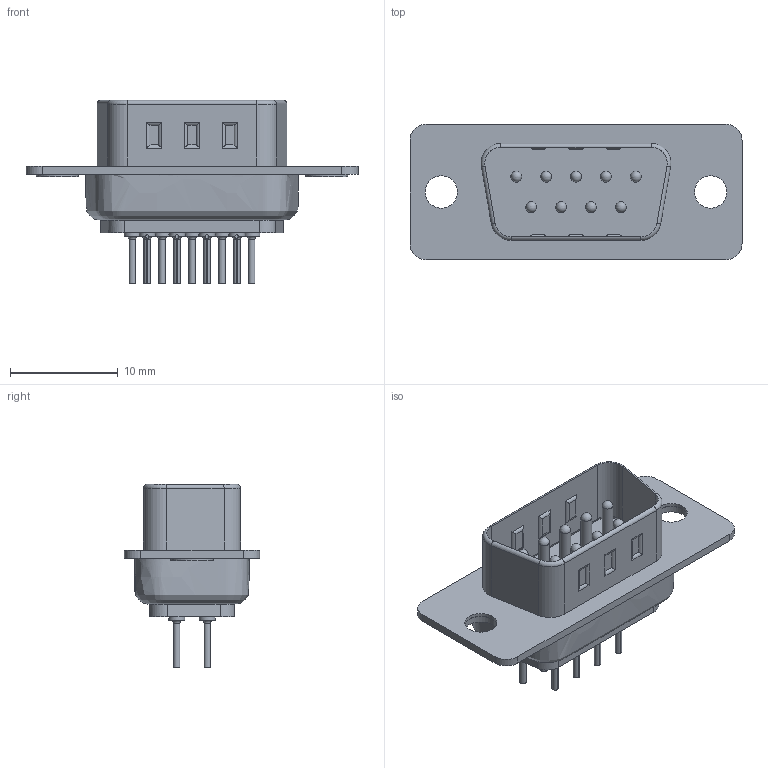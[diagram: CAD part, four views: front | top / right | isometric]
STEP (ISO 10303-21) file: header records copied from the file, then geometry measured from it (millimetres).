
FILE_DESCRIPTION(/* description */ ('Unknown'),/* implementation_level */ '2;1');
FILE_NAME(/* name */ 'J_Wurth_WR-DSUB_61800925023',/* time_stamp */ '2025-07-10T16:22:20+08:00',/* author */ ('Unknown'),/* organization */ ('Unknown'),/* preprocessor_version */ 'ST-DEVELOPER v19.4',/* originating_system */ 'Solid Edge',/* authorisation */ 'Unknown');
FILE_SCHEMA (('AUTOMOTIVE_DESIGN {1 0 10303 214 3 1 1}'));
Length unit declared in the file: millimetre
Products named in the file (2): J_Wurth_WR-DSUB_61800925023
Assembly tree (1 placements, depth 2):
  J_Wurth_WR-DSUB_61800925023
    J_Wurth_WR-DSUB_61800925023
Bounding box: 30.8 x 12.55 x 17 mm (x, y, z)
Volume: 1217.3 mm3; surface area: 2863.9 mm2
Topology: 1 solids, 1 shells, 658 faces, 1852 edges, 1195 vertices
Faces by surface type: plane 385, cylinder 227, torus 17, bspline 11, sphere 9, cone 9
Full cylindrical faces by diameter (mm): 3 x2, 3.1 x2, 3.9 x2
Entity records: 34009 total; most frequent: CARTESIAN_POINT 12129, DIRECTION 3669, ORIENTED_EDGE 3642, EDGE_CURVE 1821, AXIS2_PLACEMENT_3D 1318, VERTEX_POINT 1182, LINE 1033, VECTOR 1033
